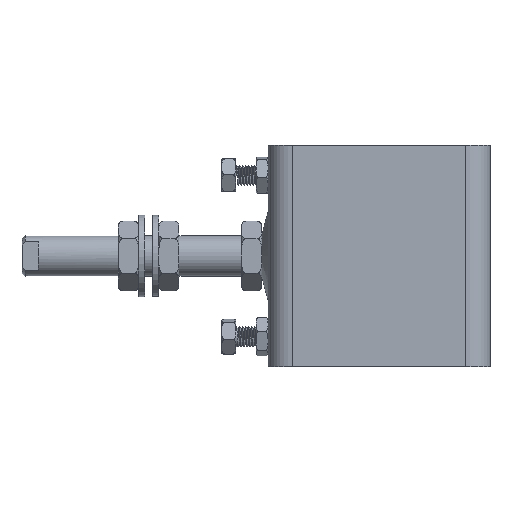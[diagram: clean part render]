
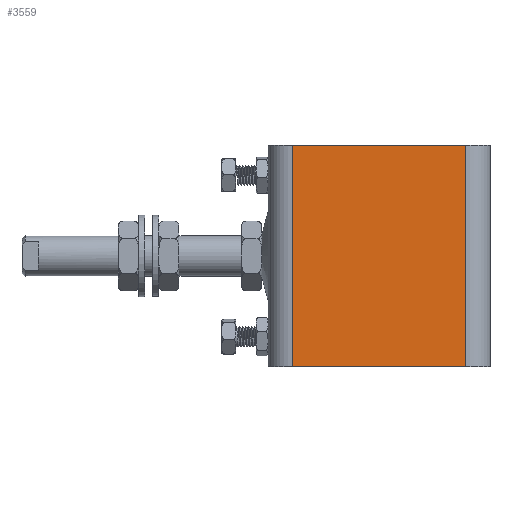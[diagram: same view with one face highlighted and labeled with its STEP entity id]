
A CAD part, left-side view. The second image highlights one B-rep face of the part: STEP entity #3559.
In plain terms, the highlighted planar face has unit normal (-1, 0, 0).
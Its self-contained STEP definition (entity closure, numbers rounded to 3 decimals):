
#539=FACE_OUTER_BOUND('',#799,.T.);
#799=EDGE_LOOP('',(#2843,#2844,#2845,#2846));
#1102=LINE('',#10887,#1240);
#1103=LINE('',#10891,#1241);
#1104=LINE('',#10893,#1242);
#1105=LINE('',#10894,#1243);
#1240=VECTOR('',#4644,10.);
#1241=VECTOR('',#4649,10.);
#1242=VECTOR('',#4650,10.);
#1243=VECTOR('',#4651,10.);
#1541=VERTEX_POINT('',#10884);
#1542=VERTEX_POINT('',#10886);
#1543=VERTEX_POINT('',#10890);
#1544=VERTEX_POINT('',#10892);
#1989=EDGE_CURVE('',#1542,#1541,#1102,.T.);
#1991=EDGE_CURVE('',#1541,#1543,#1103,.T.);
#1992=EDGE_CURVE('',#1544,#1543,#1104,.T.);
#1993=EDGE_CURVE('',#1544,#1542,#1105,.T.);
#2843=ORIENTED_EDGE('',*,*,#1991,.T.);
#2844=ORIENTED_EDGE('',*,*,#1992,.F.);
#2845=ORIENTED_EDGE('',*,*,#1993,.T.);
#2846=ORIENTED_EDGE('',*,*,#1989,.T.);
#3123=PLANE('',#3905);
#3559=ADVANCED_FACE('',(#539),#3123,.T.);
#3905=AXIS2_PLACEMENT_3D('',#10889,#4647,#4648);
#4644=DIRECTION('',(0.,0.,1.));
#4647=DIRECTION('center_axis',(-1.,0.,0.));
#4648=DIRECTION('ref_axis',(0.,0.,1.));
#4649=DIRECTION('',(0.,1.,0.));
#4650=DIRECTION('',(0.,0.,1.));
#4651=DIRECTION('',(0.,-1.,0.));
#10884=CARTESIAN_POINT('',(-30.,5.,110.));
#10886=CARTESIAN_POINT('',(-30.,5.,0.));
#10887=CARTESIAN_POINT('',(-30.,5.,0.));
#10889=CARTESIAN_POINT('Origin',(-30.,5.,0.));
#10890=CARTESIAN_POINT('',(-30.,91.,110.));
#10891=CARTESIAN_POINT('',(-30.,91.,110.));
#10892=CARTESIAN_POINT('',(-30.,91.,0.));
#10893=CARTESIAN_POINT('',(-30.,91.,0.));
#10894=CARTESIAN_POINT('',(-30.,91.,0.));
